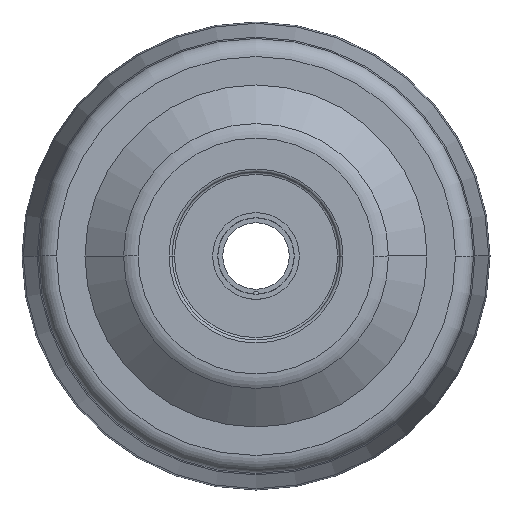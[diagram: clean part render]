
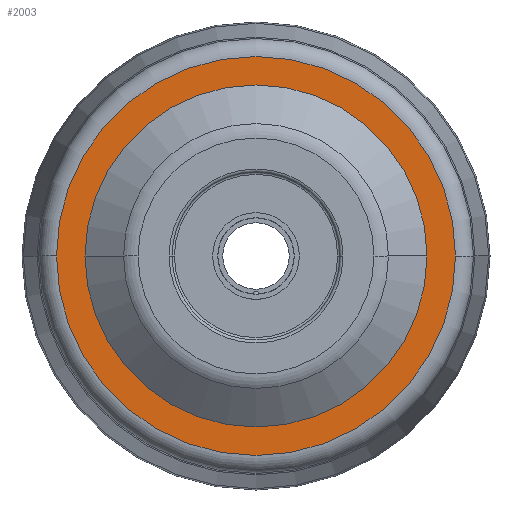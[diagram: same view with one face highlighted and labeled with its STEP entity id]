
A CAD part, left-side view. The second image highlights one B-rep face of the part: STEP entity #2003.
In plain terms, the highlighted planar face has unit normal (-1, 0, 0).
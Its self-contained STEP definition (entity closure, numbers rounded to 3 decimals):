
#42 = DIRECTION ( 'NONE',  ( 0., -1., 0. ) ) ;
#64 = CARTESIAN_POINT ( 'NONE',  ( -50.3, 0., 0. ) ) ;
#72 = ORIENTED_EDGE ( 'NONE', *, *, #102, .T. ) ;
#102 = EDGE_CURVE ( 'NONE', #1065, #1925, #1048, .T. ) ;
#111 = ORIENTED_EDGE ( 'NONE', *, *, #928, .T. ) ;
#207 = CIRCLE ( 'NONE', #700, 28.5 ) ;
#276 = CIRCLE ( 'NONE', #427, 28.5 ) ;
#286 = CARTESIAN_POINT ( 'NONE',  ( -50.3, -33.25, 0. ) ) ;
#323 = CARTESIAN_POINT ( 'NONE',  ( -50.3, 28.5, 0. ) ) ;
#377 = AXIS2_PLACEMENT_3D ( 'NONE', #64, #2169, #431 ) ;
#401 = FACE_BOUND ( 'NONE', #1182, .T. ) ;
#427 = AXIS2_PLACEMENT_3D ( 'NONE', #652, #1713, #478 ) ;
#431 = DIRECTION ( 'NONE',  ( 0., -1., 0. ) ) ;
#478 = DIRECTION ( 'NONE',  ( 0., 1., 0. ) ) ;
#581 = DIRECTION ( 'NONE',  ( -1., 0., 0. ) ) ;
#652 = CARTESIAN_POINT ( 'NONE',  ( -50.3, 0., 0. ) ) ;
#700 = AXIS2_PLACEMENT_3D ( 'NONE', #1389, #2113, #1768 ) ;
#765 = PLANE ( 'NONE',  #1134 ) ;
#808 = CIRCLE ( 'NONE', #2289, 33.25 ) ;
#824 = VERTEX_POINT ( 'NONE', #1667 ) ;
#900 = EDGE_CURVE ( 'NONE', #1925, #1065, #808, .T. ) ;
#928 = EDGE_CURVE ( 'NONE', #824, #1004, #276, .T. ) ;
#939 = DIRECTION ( 'NONE',  ( -1., 0., 0. ) ) ;
#1004 = VERTEX_POINT ( 'NONE', #323 ) ;
#1048 = CIRCLE ( 'NONE', #377, 33.25 ) ;
#1065 = VERTEX_POINT ( 'NONE', #286 ) ;
#1134 = AXIS2_PLACEMENT_3D ( 'NONE', #1817, #939, #42 ) ;
#1182 = EDGE_LOOP ( 'NONE', ( #1943, #111 ) ) ;
#1389 = CARTESIAN_POINT ( 'NONE',  ( -50.3, 0., 0. ) ) ;
#1667 = CARTESIAN_POINT ( 'NONE',  ( -50.3, -28.5, 0. ) ) ;
#1713 = DIRECTION ( 'NONE',  ( 1., 0., 0. ) ) ;
#1715 = EDGE_CURVE ( 'NONE', #1004, #824, #207, .T. ) ;
#1768 = DIRECTION ( 'NONE',  ( 0., 1., 0. ) ) ;
#1817 = CARTESIAN_POINT ( 'NONE',  ( -50.3, 36.25, 0. ) ) ;
#1823 = DIRECTION ( 'NONE',  ( 0., -1., 0. ) ) ;
#1831 = EDGE_LOOP ( 'NONE', ( #72, #1835 ) ) ;
#1835 = ORIENTED_EDGE ( 'NONE', *, *, #900, .T. ) ;
#1925 = VERTEX_POINT ( 'NONE', #1995 ) ;
#1943 = ORIENTED_EDGE ( 'NONE', *, *, #1715, .T. ) ;
#1995 = CARTESIAN_POINT ( 'NONE',  ( -50.3, 33.25, 0. ) ) ;
#2003 = ADVANCED_FACE ( 'NONE', ( #2183, #401 ), #765, .T. ) ;
#2113 = DIRECTION ( 'NONE',  ( 1., 0., 0. ) ) ;
#2162 = CARTESIAN_POINT ( 'NONE',  ( -50.3, 0., 0. ) ) ;
#2169 = DIRECTION ( 'NONE',  ( -1., 0., 0. ) ) ;
#2183 = FACE_OUTER_BOUND ( 'NONE', #1831, .T. ) ;
#2289 = AXIS2_PLACEMENT_3D ( 'NONE', #2162, #581, #1823 ) ;
